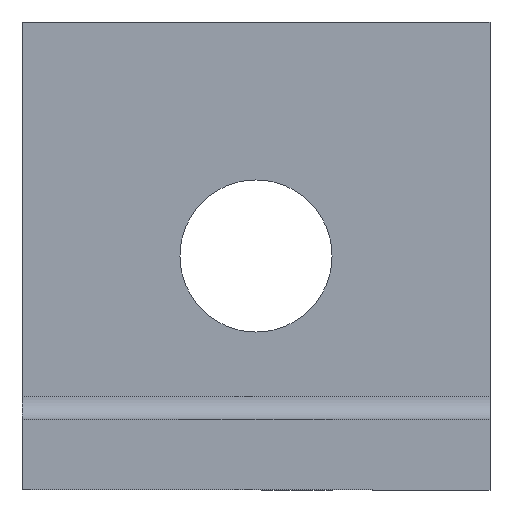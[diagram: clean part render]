
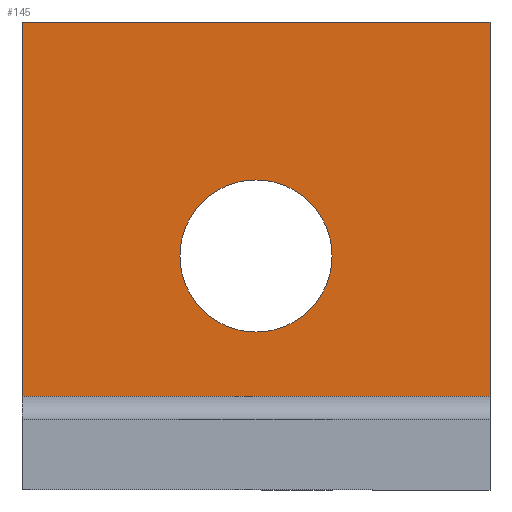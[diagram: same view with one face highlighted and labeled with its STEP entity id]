
A CAD part, front view. The second image highlights one B-rep face of the part: STEP entity #145.
In plain terms, the highlighted planar face has unit normal (0, -1, 0).
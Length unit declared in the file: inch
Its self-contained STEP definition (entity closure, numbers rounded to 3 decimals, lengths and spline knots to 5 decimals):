
#95=EDGE_CURVE('',#253,#254,#255,.T.);
#109=EDGE_CURVE('',#277,#254,#278,.T.);
#145=ADVANCED_FACE('',(#337,#338),#339,.T.);
#163=EDGE_CURVE('',#321,#277,#363,.T.);
#165=EDGE_CURVE('',#253,#321,#365,.T.);
#253=VERTEX_POINT('',#462);
#254=VERTEX_POINT('',#463);
#255=LINE('',#464,#465);
#277=VERTEX_POINT('',#503);
#278=LINE('',#504,#505);
#321=VERTEX_POINT('',#587);
#337=FACE_BOUND('',#614,.T.);
#338=FACE_OUTER_BOUND('',#615,.T.);
#339=PLANE('',#616);
#363=LINE('',#659,#660);
#365=LINE('',#663,#664);
#462=CARTESIAN_POINT('',(1.25,3.09375,0.24999));
#463=CARTESIAN_POINT('',(0.,3.09375,0.24999));
#464=CARTESIAN_POINT('',(1.25,3.09375,0.24999));
#465=VECTOR('',#896,1.0);
#503=CARTESIAN_POINT('',(0.,3.09375,1.25));
#504=CARTESIAN_POINT('',(0.,3.09375,0.24999));
#505=VECTOR('',#924,1.0);
#587=CARTESIAN_POINT('',(1.25,3.09375,1.25));
#614=EDGE_LOOP('',(#972,#973,#974,#975));
#615=EDGE_LOOP('',(#976,#977,#978,#979));
#616=AXIS2_PLACEMENT_3D('',#980,#981,#982);
#659=CARTESIAN_POINT('',(1.25,3.09375,1.25));
#660=VECTOR('',#1000,1.0);
#663=CARTESIAN_POINT('',(1.25,3.09375,0.24999));
#664=VECTOR('',#1001,1.0);
#896=DIRECTION('',(-1.0,0.,0.));
#924=DIRECTION('',(0.,-0.0,-1.0));
#972=ORIENTED_EDGE('',*,*,#1103,.T.);
#973=ORIENTED_EDGE('',*,*,#1104,.T.);
#974=ORIENTED_EDGE('',*,*,#1105,.T.);
#975=ORIENTED_EDGE('',*,*,#1099,.T.);
#976=ORIENTED_EDGE('',*,*,#109,.T.);
#977=ORIENTED_EDGE('',*,*,#95,.F.);
#978=ORIENTED_EDGE('',*,*,#165,.T.);
#979=ORIENTED_EDGE('',*,*,#163,.T.);
#980=CARTESIAN_POINT('',(1.25,3.09375,0.75));
#981=DIRECTION('',(0.,-1.0,0.));
#982=DIRECTION('',(0.,0.0,1.0));
#1000=DIRECTION('',(-1.0,0.,0.));
#1001=DIRECTION('',(0.,0.0,1.0));
#1099=EDGE_CURVE('',#1137,#1135,#1138,.T.);
#1103=EDGE_CURVE('',#1135,#1142,#1143,.T.);
#1104=EDGE_CURVE('',#1142,#1144,#1145,.T.);
#1105=EDGE_CURVE('',#1144,#1137,#1146,.T.);
#1135=VERTEX_POINT('',#1181);
#1137=VERTEX_POINT('',#1184);
#1138=B_SPLINE_CURVE_WITH_KNOTS('',3,(#1185,#1186,#1187,#1188),.UNSPECIFIED.,.F.,.F.,(4,4),(0.0,1.0),.UNSPECIFIED.);
#1142=VERTEX_POINT('',#1193);
#1143=B_SPLINE_CURVE_WITH_KNOTS('',3,(#1194,#1195,#1196,#1197),.UNSPECIFIED.,.F.,.F.,(4,4),(0.0,1.0),.UNSPECIFIED.);
#1144=VERTEX_POINT('',#1198);
#1145=B_SPLINE_CURVE_WITH_KNOTS('',3,(#1199,#1200,#1201,#1202),.UNSPECIFIED.,.F.,.F.,(4,4),(0.0,1.0),.UNSPECIFIED.);
#1146=B_SPLINE_CURVE_WITH_KNOTS('',3,(#1203,#1204,#1205,#1206),.UNSPECIFIED.,.F.,.F.,(4,4),(0.0,1.0),.UNSPECIFIED.);
#1181=CARTESIAN_POINT('',(0.82813,3.09375,0.625));
#1184=CARTESIAN_POINT('',(0.625,3.09375,0.82813));
#1185=CARTESIAN_POINT('',(0.625,3.09375,0.82813));
#1186=CARTESIAN_POINT('',(0.7372,3.09375,0.82813));
#1187=CARTESIAN_POINT('',(0.82813,3.09375,0.73718));
#1188=CARTESIAN_POINT('',(0.82813,3.09375,0.625));
#1193=CARTESIAN_POINT('',(0.625,3.09375,0.42188));
#1194=CARTESIAN_POINT('',(0.82813,3.09375,0.625));
#1195=CARTESIAN_POINT('',(0.82813,3.09375,0.51282));
#1196=CARTESIAN_POINT('',(0.7372,3.09375,0.42188));
#1197=CARTESIAN_POINT('',(0.625,3.09375,0.42188));
#1198=CARTESIAN_POINT('',(0.42188,3.09375,0.625));
#1199=CARTESIAN_POINT('',(0.625,3.09375,0.42188));
#1200=CARTESIAN_POINT('',(0.51283,3.09375,0.42188));
#1201=CARTESIAN_POINT('',(0.42188,3.09375,0.51282));
#1202=CARTESIAN_POINT('',(0.42188,3.09375,0.625));
#1203=CARTESIAN_POINT('',(0.42188,3.09375,0.625));
#1204=CARTESIAN_POINT('',(0.42188,3.09375,0.73718));
#1205=CARTESIAN_POINT('',(0.51283,3.09375,0.82813));
#1206=CARTESIAN_POINT('',(0.625,3.09375,0.82813));
